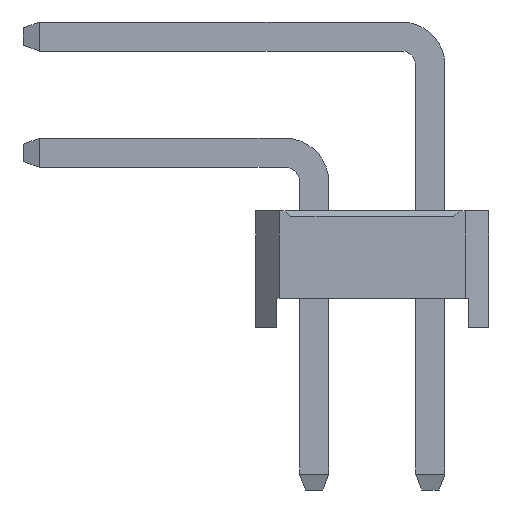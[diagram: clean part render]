
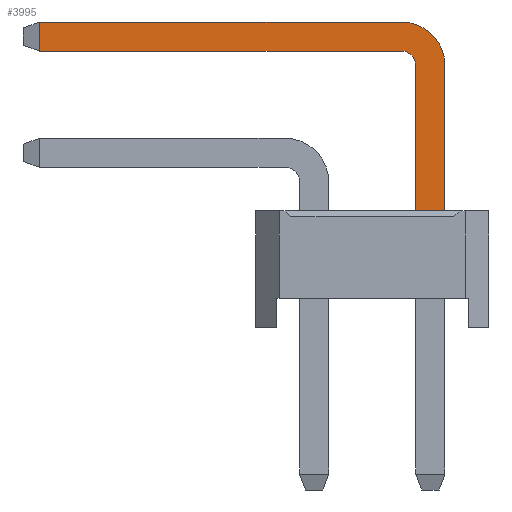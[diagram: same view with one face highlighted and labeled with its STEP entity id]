
A CAD part, left-side view. The second image highlights one B-rep face of the part: STEP entity #3995.
In plain terms, the highlighted planar face has unit normal (-1, 0, 0).
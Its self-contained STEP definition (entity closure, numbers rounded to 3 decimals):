
#3995=ADVANCED_FACE('',(#17535),#17537,.T.);
#17535=FACE_BOUND('',#17536,.T.);
#17536=EDGE_LOOP('',(#28493,#28494,#28495,#28496,#28497,#28498,#28499,#28500));
#17537=PLANE('',#17538);
#17538=AXIS2_PLACEMENT_3D('',#17539,#17540,#17541);
#17539=CARTESIAN_POINT('',(-0.25,-1.75,-2.8));
#17540=DIRECTION('',(-1.,0.,0.));
#17541=DIRECTION('',(0.,-1.,0.));
#28493=ORIENTED_EDGE('',*,*,#35244,.F.);
#28494=ORIENTED_EDGE('',*,*,#35245,.F.);
#28495=ORIENTED_EDGE('',*,*,#35246,.F.);
#28496=ORIENTED_EDGE('',*,*,#35247,.F.);
#28497=ORIENTED_EDGE('',*,*,#33559,.T.);
#28498=ORIENTED_EDGE('',*,*,#35243,.T.);
#28499=ORIENTED_EDGE('',*,*,#35248,.T.);
#28500=ORIENTED_EDGE('',*,*,#35249,.T.);
#33559=EDGE_CURVE('',#37770,#37768,#37771,.T.);
#35243=EDGE_CURVE('',#37768,#40660,#40662,.T.);
#35244=EDGE_CURVE('',#40663,#40664,#40665,.T.);
#35245=EDGE_CURVE('',#40666,#40663,#40667,.T.);
#35246=EDGE_CURVE('',#40668,#40666,#40669,.T.);
#35247=EDGE_CURVE('',#37770,#40668,#40670,.T.);
#35248=EDGE_CURVE('',#40660,#40671,#40672,.T.);
#35249=EDGE_CURVE('',#40671,#40664,#40673,.T.);
#37768=VERTEX_POINT('',#44750);
#37770=VERTEX_POINT('',#44754);
#37771=LINE('',#44755,#44756);
#40660=VERTEX_POINT('',#51116);
#40662=LINE('',#51120,#51121);
#40663=VERTEX_POINT('',#51123);
#40664=VERTEX_POINT('',#51124);
#40665=LINE('',#51125,#51126);
#40666=VERTEX_POINT('',#51128);
#40667=LINE('',#51129,#51130);
#40668=VERTEX_POINT('',#51132);
#40669=CIRCLE('',#51133,0.25);
#40670=LINE('',#51137,#51138);
#40671=VERTEX_POINT('',#51140);
#40672=CIRCLE('',#51141,0.75);
#40673=LINE('',#51145,#51146);
#44750=CARTESIAN_POINT('',(-0.25,-2.25,2.));
#44754=CARTESIAN_POINT('',(-0.25,-1.75,2.));
#44755=CARTESIAN_POINT('',(-0.25,-1.75,2.));
#44756=VECTOR('',#44757,1.);
#44757=DIRECTION('',(0.,-1.,0.));
#51116=CARTESIAN_POINT('',(-0.25,-2.25,4.5));
#51120=CARTESIAN_POINT('',(-0.25,-2.25,2.));
#51121=VECTOR('',#51122,1.);
#51122=DIRECTION('',(0.,0.,1.));
#51123=CARTESIAN_POINT('',(-0.25,4.725,4.75));
#51124=CARTESIAN_POINT('',(-0.25,4.725,5.25));
#51125=CARTESIAN_POINT('',(-0.25,4.725,4.75));
#51126=VECTOR('',#51127,1.);
#51127=DIRECTION('',(0.,0.,1.));
#51128=CARTESIAN_POINT('',(-0.25,-1.5,4.75));
#51129=CARTESIAN_POINT('',(-0.25,-1.5,4.75));
#51130=VECTOR('',#51131,1.);
#51131=DIRECTION('',(0.,1.,0.));
#51132=CARTESIAN_POINT('',(-0.25,-1.75,4.5));
#51133=AXIS2_PLACEMENT_3D('',#51134,#51135,#51136);
#51134=CARTESIAN_POINT('',(-0.25,-1.5,4.5));
#51135=DIRECTION('',(-1.,-0.,0.));
#51136=DIRECTION('',(0.,-1.,0.));
#51137=CARTESIAN_POINT('',(-0.25,-1.75,2.));
#51138=VECTOR('',#51139,1.);
#51139=DIRECTION('',(0.,0.,1.));
#51140=CARTESIAN_POINT('',(-0.25,-1.5,5.25));
#51141=AXIS2_PLACEMENT_3D('',#51142,#51143,#51144);
#51142=CARTESIAN_POINT('',(-0.25,-1.5,4.5));
#51143=DIRECTION('',(-1.,-0.,0.));
#51144=DIRECTION('',(0.,-1.,0.));
#51145=CARTESIAN_POINT('',(-0.25,-1.5,5.25));
#51146=VECTOR('',#51147,1.);
#51147=DIRECTION('',(0.,1.,0.));
